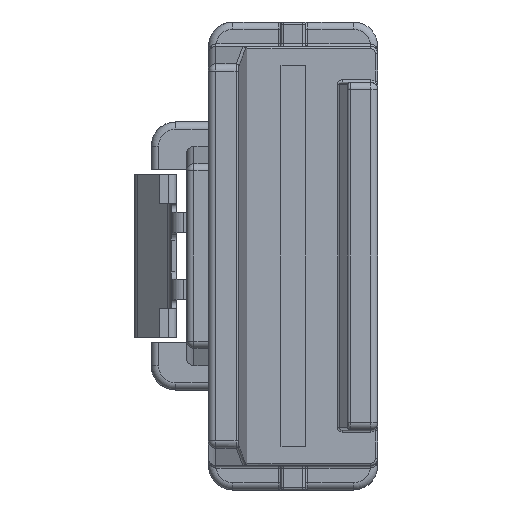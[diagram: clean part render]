
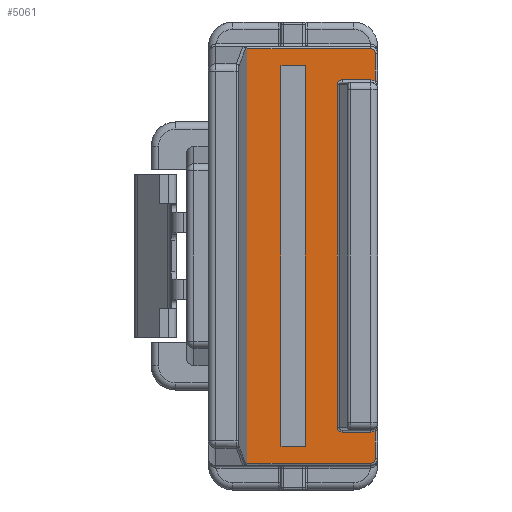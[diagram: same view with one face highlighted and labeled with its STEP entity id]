
A CAD part, left-side view. The second image highlights one B-rep face of the part: STEP entity #5061.
In plain terms, the highlighted planar face has unit normal (-1, 0, 0).
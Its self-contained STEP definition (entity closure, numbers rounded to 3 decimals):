
#83=ELLIPSE('',#5433,0.2,0.2);
#84=ELLIPSE('',#5434,0.2,0.2);
#242=FACE_BOUND('',#936,.T.);
#293=CIRCLE('',#5431,0.2);
#294=CIRCLE('',#5432,0.4);
#295=CIRCLE('',#5435,0.4);
#296=CIRCLE('',#5436,0.2);
#509=PLANE('',#5430);
#622=FACE_OUTER_BOUND('',#935,.T.);
#935=EDGE_LOOP('',(#3567,#3568,#3569,#3570,#3571,#3572,#3573,#3574,#3575,
#3576,#3577,#3578,#3579,#3580));
#936=EDGE_LOOP('',(#3581,#3582,#3583,#3584));
#1333=LINE('',#7917,#1756);
#1334=LINE('',#7919,#1757);
#1335=LINE('',#7923,#1758);
#1336=LINE('',#7927,#1759);
#1337=LINE('',#7931,#1760);
#1338=LINE('',#7935,#1761);
#1339=LINE('',#7939,#1762);
#1340=LINE('',#7942,#1763);
#1341=LINE('',#7945,#1764);
#1342=LINE('',#7947,#1765);
#1343=LINE('',#7949,#1766);
#1344=LINE('',#7950,#1767);
#1756=VECTOR('',#6162,17.);
#1757=VECTOR('',#6163,5.075);
#1758=VECTOR('',#6166,1.129);
#1759=VECTOR('',#6169,1.17);
#1760=VECTOR('',#6172,14.05);
#1761=VECTOR('',#6175,1.17);
#1762=VECTOR('',#6178,1.129);
#1763=VECTOR('',#6181,5.075);
#1764=VECTOR('',#6182,15.6);
#1765=VECTOR('',#6183,1.);
#1766=VECTOR('',#6184,15.6);
#1767=VECTOR('',#6185,1.);
#2290=VERTEX_POINT('',#7915);
#2291=VERTEX_POINT('',#7916);
#2292=VERTEX_POINT('',#7918);
#2293=VERTEX_POINT('',#7920);
#2294=VERTEX_POINT('',#7922);
#2295=VERTEX_POINT('',#7924);
#2296=VERTEX_POINT('',#7926);
#2297=VERTEX_POINT('',#7928);
#2298=VERTEX_POINT('',#7930);
#2299=VERTEX_POINT('',#7932);
#2300=VERTEX_POINT('',#7934);
#2301=VERTEX_POINT('',#7936);
#2302=VERTEX_POINT('',#7938);
#2303=VERTEX_POINT('',#7940);
#2304=VERTEX_POINT('',#7943);
#2305=VERTEX_POINT('',#7944);
#2306=VERTEX_POINT('',#7946);
#2307=VERTEX_POINT('',#7948);
#2776=EDGE_CURVE('',#2290,#2291,#1333,.T.);
#2777=EDGE_CURVE('',#2290,#2292,#1334,.T.);
#2778=EDGE_CURVE('',#2292,#2293,#293,.F.);
#2779=EDGE_CURVE('',#2293,#2294,#1335,.T.);
#2780=EDGE_CURVE('',#2294,#2295,#294,.T.);
#2781=EDGE_CURVE('',#2295,#2296,#1336,.F.);
#2782=EDGE_CURVE('',#2297,#2296,#83,.F.);
#2783=EDGE_CURVE('',#2297,#2298,#1337,.T.);
#2784=EDGE_CURVE('',#2299,#2298,#84,.F.);
#2785=EDGE_CURVE('',#2299,#2300,#1338,.T.);
#2786=EDGE_CURVE('',#2300,#2301,#295,.T.);
#2787=EDGE_CURVE('',#2301,#2302,#1339,.T.);
#2788=EDGE_CURVE('',#2302,#2303,#296,.F.);
#2789=EDGE_CURVE('',#2303,#2291,#1340,.T.);
#2790=EDGE_CURVE('',#2304,#2305,#1341,.T.);
#2791=EDGE_CURVE('',#2306,#2304,#1342,.T.);
#2792=EDGE_CURVE('',#2307,#2306,#1343,.T.);
#2793=EDGE_CURVE('',#2305,#2307,#1344,.T.);
#3567=ORIENTED_EDGE('',*,*,#2776,.F.);
#3568=ORIENTED_EDGE('',*,*,#2777,.T.);
#3569=ORIENTED_EDGE('',*,*,#2778,.T.);
#3570=ORIENTED_EDGE('',*,*,#2779,.T.);
#3571=ORIENTED_EDGE('',*,*,#2780,.T.);
#3572=ORIENTED_EDGE('',*,*,#2781,.T.);
#3573=ORIENTED_EDGE('',*,*,#2782,.F.);
#3574=ORIENTED_EDGE('',*,*,#2783,.T.);
#3575=ORIENTED_EDGE('',*,*,#2784,.F.);
#3576=ORIENTED_EDGE('',*,*,#2785,.T.);
#3577=ORIENTED_EDGE('',*,*,#2786,.T.);
#3578=ORIENTED_EDGE('',*,*,#2787,.T.);
#3579=ORIENTED_EDGE('',*,*,#2788,.T.);
#3580=ORIENTED_EDGE('',*,*,#2789,.T.);
#3581=ORIENTED_EDGE('',*,*,#2790,.F.);
#3582=ORIENTED_EDGE('',*,*,#2791,.F.);
#3583=ORIENTED_EDGE('',*,*,#2792,.F.);
#3584=ORIENTED_EDGE('',*,*,#2793,.F.);
#5061=ADVANCED_FACE('',(#622,#242),#509,.F.);
#5430=AXIS2_PLACEMENT_3D('',#7914,#6160,#6161);
#5431=AXIS2_PLACEMENT_3D('',#7921,#6164,#6165);
#5432=AXIS2_PLACEMENT_3D('',#7925,#6167,#6168);
#5433=AXIS2_PLACEMENT_3D('',#7929,#6170,#6171);
#5434=AXIS2_PLACEMENT_3D('',#7933,#6173,#6174);
#5435=AXIS2_PLACEMENT_3D('',#7937,#6176,#6177);
#5436=AXIS2_PLACEMENT_3D('',#7941,#6179,#6180);
#6160=DIRECTION('center_axis',(1.,0.,0.));
#6161=DIRECTION('ref_axis',(0.,0.,-1.));
#6162=DIRECTION('',(0.,0.,1.));
#6163=DIRECTION('',(0.,-1.,0.));
#6164=DIRECTION('center_axis',(1.,0.,0.));
#6165=DIRECTION('ref_axis',(0.,0.,-1.));
#6166=DIRECTION('',(0.,0.,1.));
#6167=DIRECTION('center_axis',(1.,0.,0.));
#6168=DIRECTION('ref_axis',(0.,0.,-1.));
#6169=DIRECTION('',(0.,-1.,0.));
#6170=DIRECTION('center_axis',(1.,0.,0.));
#6171=DIRECTION('ref_axis',(0.,-1.,0.));
#6172=DIRECTION('',(0.,0.,1.));
#6173=DIRECTION('center_axis',(1.,0.,0.));
#6174=DIRECTION('ref_axis',(0.,1.,0.));
#6175=DIRECTION('',(0.,-1.,0.));
#6176=DIRECTION('center_axis',(1.,0.,0.));
#6177=DIRECTION('ref_axis',(0.,0.,-1.));
#6178=DIRECTION('',(0.,0.,1.));
#6179=DIRECTION('center_axis',(1.,0.,0.));
#6180=DIRECTION('ref_axis',(0.,0.,-1.));
#6181=DIRECTION('',(0.,1.,0.));
#6182=DIRECTION('',(0.,0.,-1.));
#6183=DIRECTION('',(0.,1.,0.));
#6184=DIRECTION('',(0.,0.,1.));
#6185=DIRECTION('',(0.,-1.,0.));
#7914=CARTESIAN_POINT('Origin',(-7.15,1.9,-9.6));
#7915=CARTESIAN_POINT('',(-7.15,1.9,-8.5));
#7916=CARTESIAN_POINT('',(-7.15,1.9,8.5));
#7917=CARTESIAN_POINT('',(-7.15,1.9,-8.5));
#7918=CARTESIAN_POINT('',(-7.15,-3.175,-8.5));
#7919=CARTESIAN_POINT('',(-7.15,1.9,-8.5));
#7920=CARTESIAN_POINT('',(-7.15,-3.375,-8.3));
#7921=CARTESIAN_POINT('Origin',(-7.15,-3.175,-8.3));
#7922=CARTESIAN_POINT('',(-7.15,-3.375,-7.171));
#7923=CARTESIAN_POINT('',(-7.15,-3.375,-8.3));
#7924=CARTESIAN_POINT('',(-7.15,-3.175,-7.225));
#7925=CARTESIAN_POINT('Origin',(-7.15,-3.175,-6.825));
#7926=CARTESIAN_POINT('',(-7.15,-2.005,-7.225));
#7927=CARTESIAN_POINT('',(-7.15,-2.005,-7.225));
#7928=CARTESIAN_POINT('',(-7.15,-1.805,-7.025));
#7929=CARTESIAN_POINT('Origin',(-7.15,-2.005,-7.025));
#7930=CARTESIAN_POINT('',(-7.15,-1.805,7.025));
#7931=CARTESIAN_POINT('',(-7.15,-1.805,-7.025));
#7932=CARTESIAN_POINT('',(-7.15,-2.005,7.225));
#7933=CARTESIAN_POINT('Origin',(-7.15,-2.005,7.025));
#7934=CARTESIAN_POINT('',(-7.15,-3.175,7.225));
#7935=CARTESIAN_POINT('',(-7.15,-2.005,7.225));
#7936=CARTESIAN_POINT('',(-7.15,-3.375,7.171));
#7937=CARTESIAN_POINT('Origin',(-7.15,-3.175,6.825));
#7938=CARTESIAN_POINT('',(-7.15,-3.375,8.3));
#7939=CARTESIAN_POINT('',(-7.15,-3.375,7.171));
#7940=CARTESIAN_POINT('',(-7.15,-3.175,8.5));
#7941=CARTESIAN_POINT('Origin',(-7.15,-3.175,8.3));
#7942=CARTESIAN_POINT('',(-7.15,-3.175,8.5));
#7943=CARTESIAN_POINT('',(-7.15,0.5,7.8));
#7944=CARTESIAN_POINT('',(-7.15,0.5,-7.8));
#7945=CARTESIAN_POINT('',(-7.15,0.5,7.8));
#7946=CARTESIAN_POINT('',(-7.15,-0.5,7.8));
#7947=CARTESIAN_POINT('',(-7.15,-0.5,7.8));
#7948=CARTESIAN_POINT('',(-7.15,-0.5,-7.8));
#7949=CARTESIAN_POINT('',(-7.15,-0.5,-7.8));
#7950=CARTESIAN_POINT('',(-7.15,0.5,-7.8));
